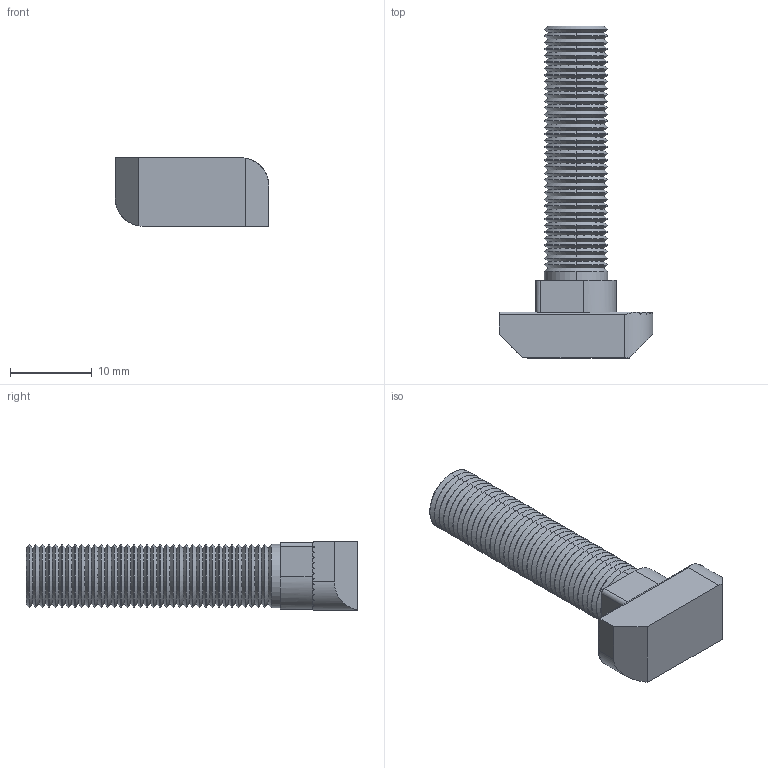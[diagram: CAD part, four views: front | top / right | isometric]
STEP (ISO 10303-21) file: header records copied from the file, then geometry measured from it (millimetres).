
FILE_DESCRIPTION (( 'STEP AP203' ), '1' );
FILE_NAME ('CE-TB8X35-10.STEP', '2017-02-21T07:48:11', ( 'Windows 蚚誧' ), ( 'Users' ), 'SwSTEP 2.0', 'SolidWorks 2012', '' );
FILE_SCHEMA (( 'CONFIG_CONTROL_DESIGN' ));
Length unit declared in the file: millimetre
Products named in the file (1): CE-TB8X35-10
Bounding box: 18.8 x 40.6 x 8.4 mm (x, y, z)
Volume: 2392.2 mm3; surface area: 1947.3 mm2
Topology: 2 solids, 2 shells, 275 faces, 585 edges, 315 vertices
Faces by surface type: cone 150, cylinder 106, plane 19
Entity records: 7491 total; most frequent: CARTESIAN_POINT 1452, DIRECTION 1370, ORIENTED_EDGE 1170, EDGE_CURVE 585, AXIS2_PLACEMENT_3D 539, VERTEX_POINT 315, VECTOR 292, LINE 292
